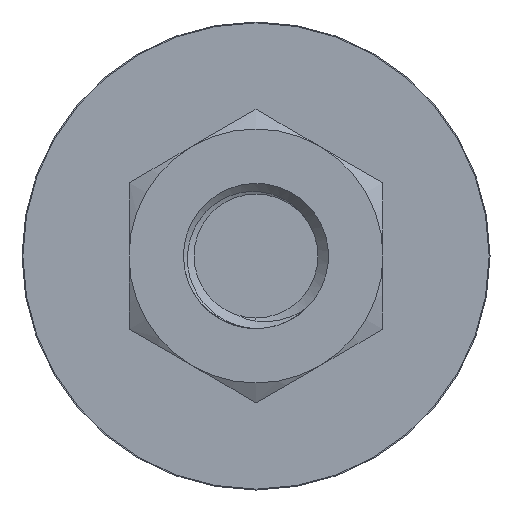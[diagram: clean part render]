
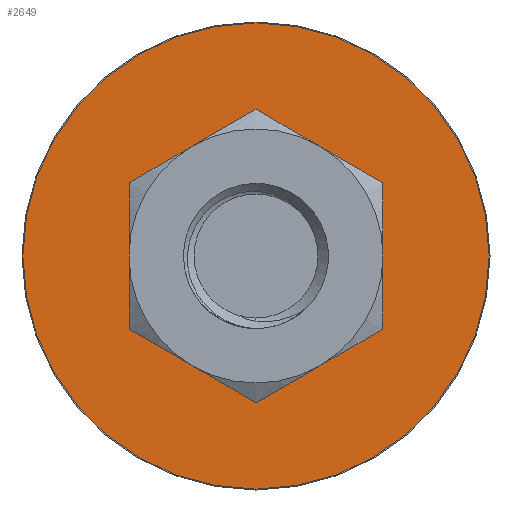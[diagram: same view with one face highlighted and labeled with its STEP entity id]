
A CAD part, left-side view. The second image highlights one B-rep face of the part: STEP entity #2649.
In plain terms, the highlighted planar face has unit normal (-1, 0, 0).
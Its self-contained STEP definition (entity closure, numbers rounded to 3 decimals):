
#205=PLANE('',#2910);
#230=FACE_BOUND('',#933,.T.);
#756=FACE_OUTER_BOUND('',#932,.T.);
#932=EDGE_LOOP('',(#2348));
#933=EDGE_LOOP('',(#2349));
#1060=CIRCLE('',#2905,2.25);
#1062=CIRCLE('',#2908,6.425);
#1280=VERTEX_POINT('',#7355);
#1282=VERTEX_POINT('',#7361);
#1640=EDGE_CURVE('',#1280,#1280,#1060,.T.);
#1643=EDGE_CURVE('',#1282,#1282,#1062,.T.);
#2348=ORIENTED_EDGE('',*,*,#1643,.T.);
#2349=ORIENTED_EDGE('',*,*,#1640,.T.);
#2649=ADVANCED_FACE('',(#756,#230),#205,.T.);
#2905=AXIS2_PLACEMENT_3D('',#7356,#3378,#3379);
#2908=AXIS2_PLACEMENT_3D('',#7362,#3385,#3386);
#2910=AXIS2_PLACEMENT_3D('',#7366,#3390,#3391);
#3378=DIRECTION('center_axis',(1.,0.,0.));
#3379=DIRECTION('ref_axis',(0.,1.,0.));
#3385=DIRECTION('center_axis',(-1.,0.,0.));
#3386=DIRECTION('ref_axis',(0.,1.,0.));
#3390=DIRECTION('center_axis',(-1.,0.,0.));
#3391=DIRECTION('ref_axis',(0.,1.,0.));
#7355=CARTESIAN_POINT('',(-10.3,-2.25,0.));
#7356=CARTESIAN_POINT('Origin',(-10.3,0.,0.));
#7361=CARTESIAN_POINT('',(-10.3,-6.425,0.));
#7362=CARTESIAN_POINT('Origin',(-10.3,0.,0.));
#7366=CARTESIAN_POINT('Origin',(-10.3,0.,0.));
